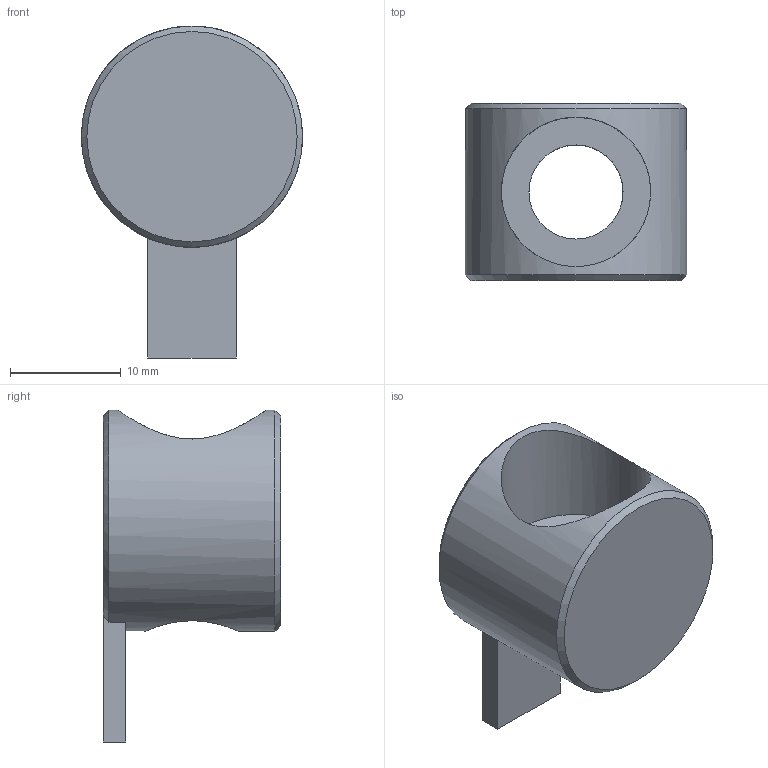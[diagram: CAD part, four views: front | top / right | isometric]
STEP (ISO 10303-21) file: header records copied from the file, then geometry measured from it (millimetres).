
FILE_DESCRIPTION(/* description */ ('STEP AP203'),/* implementation_level */ '2;1');
FILE_NAME(/* name */ 'PCB45-08.stp',/* time_stamp */ '2022-07-12T11:35:20+02:00',/* author */ (''),/* organization */ (''),/* preprocessor_version */ 'ST-DEVELOPER v18.1',/* originating_system */ 'Autodesk Inventor 2021',/* authorisation */ '');
FILE_SCHEMA (('AUTOMOTIVE_DESIGN { 1 0 10303 214 3 1 1 }'));
Length unit declared in the file: millimetre
Products named in the file (1): PCB45-08
Bounding box: 20 x 16 x 30 mm (x, y, z)
Volume: 3278 mm3; surface area: 2306.4 mm2
Topology: 1 solids, 1 shells, 12 faces, 30 edges, 20 vertices
Faces by surface type: plane 7, cylinder 3, cone 2
Full cylindrical faces by diameter (mm): 8.5 x1, 13.5 x1, 20 x1
Entity records: 466 total; most frequent: CARTESIAN_POINT 135, ORIENTED_EDGE 60, DIRECTION 59, EDGE_CURVE 30, AXIS2_PLACEMENT_3D 22, VERTEX_POINT 20, LINE 15, VECTOR 15
